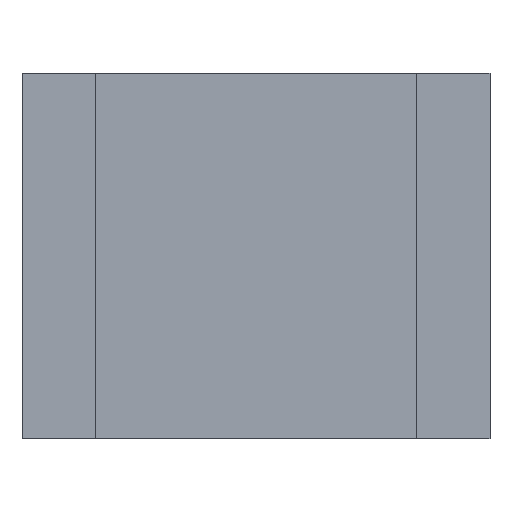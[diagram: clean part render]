
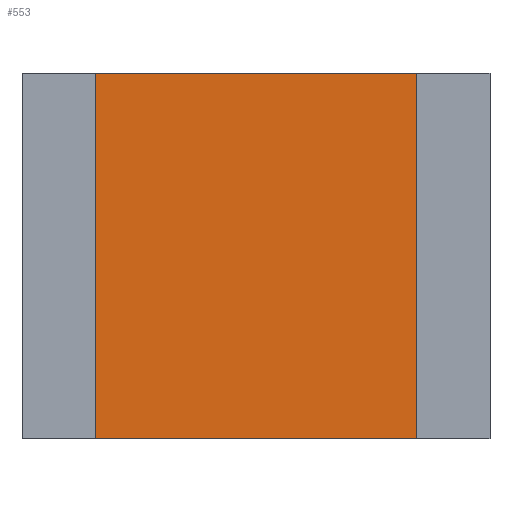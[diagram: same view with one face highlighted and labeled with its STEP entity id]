
A CAD part, front view. The second image highlights one B-rep face of the part: STEP entity #553.
In plain terms, the highlighted planar face has unit normal (0, -1, 0).
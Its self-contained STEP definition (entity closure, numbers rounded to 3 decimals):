
#2 = LINE ( 'NONE', #951, #924 ) ;
#16 = ORIENTED_EDGE ( 'NONE', *, *, #19, .T. ) ;
#17 = CARTESIAN_POINT ( 'NONE',  ( -1.565, 0.035, -4.443 ) ) ;
#19 = EDGE_CURVE ( 'NONE', #574, #739, #242, .T. ) ;
#45 = VECTOR ( 'NONE', #551, 1000. ) ;
#54 = DIRECTION ( 'NONE',  ( 1., 0., 0. ) ) ;
#82 = VECTOR ( 'NONE', #555, 1000. ) ;
#86 = EDGE_CURVE ( 'NONE', #739, #312, #2, .T. ) ;
#90 = CARTESIAN_POINT ( 'NONE',  ( -1.565, 0.035, 1.25 ) ) ;
#118 = LINE ( 'NONE', #17, #45 ) ;
#200 = AXIS2_PLACEMENT_3D ( 'NONE', #728, #949, #54 ) ;
#242 = LINE ( 'NONE', #865, #886 ) ;
#295 = CARTESIAN_POINT ( 'NONE',  ( 1.565, 0.035, -1.25 ) ) ;
#296 = ORIENTED_EDGE ( 'NONE', *, *, #825, .F. ) ;
#312 = VERTEX_POINT ( 'NONE', #852 ) ;
#375 = EDGE_LOOP ( 'NONE', ( #296, #16, #657, #927 ) ) ;
#438 = PLANE ( 'NONE',  #200 ) ;
#480 = CARTESIAN_POINT ( 'NONE',  ( -1.565, 0.035, 1.25 ) ) ;
#501 = DIRECTION ( 'NONE',  ( 1., 0., 0. ) ) ;
#531 = FACE_OUTER_BOUND ( 'NONE', #375, .T. ) ;
#551 = DIRECTION ( 'NONE',  ( 0., 0., 1. ) ) ;
#553 = ADVANCED_FACE ( 'NONE', ( #531 ), #438, .T. ) ;
#555 = DIRECTION ( 'NONE',  ( 1., 0., 0. ) ) ;
#574 = VERTEX_POINT ( 'NONE', #647 ) ;
#647 = CARTESIAN_POINT ( 'NONE',  ( -1.565, 0.035, -1.25 ) ) ;
#657 = ORIENTED_EDGE ( 'NONE', *, *, #86, .T. ) ;
#661 = LINE ( 'NONE', #480, #82 ) ;
#725 = DIRECTION ( 'NONE',  ( 0., 0., 1. ) ) ;
#728 = CARTESIAN_POINT ( 'NONE',  ( -1.565, 0.035, -4.443 ) ) ;
#739 = VERTEX_POINT ( 'NONE', #295 ) ;
#825 = EDGE_CURVE ( 'NONE', #574, #916, #118, .T. ) ;
#852 = CARTESIAN_POINT ( 'NONE',  ( 1.565, 0.035, 1.25 ) ) ;
#865 = CARTESIAN_POINT ( 'NONE',  ( -1.565, 0.035, -1.25 ) ) ;
#886 = VECTOR ( 'NONE', #501, 1000. ) ;
#916 = VERTEX_POINT ( 'NONE', #90 ) ;
#924 = VECTOR ( 'NONE', #725, 1000. ) ;
#927 = ORIENTED_EDGE ( 'NONE', *, *, #929, .F. ) ;
#929 = EDGE_CURVE ( 'NONE', #916, #312, #661, .T. ) ;
#949 = DIRECTION ( 'NONE',  ( 0., -1., 0. ) ) ;
#951 = CARTESIAN_POINT ( 'NONE',  ( 1.565, 0.035, -4.443 ) ) ;
